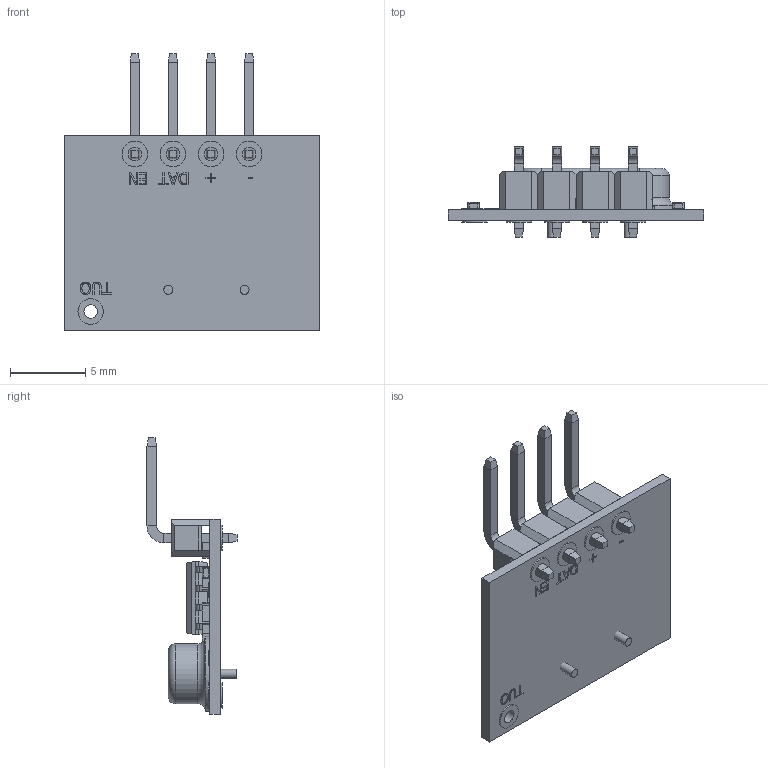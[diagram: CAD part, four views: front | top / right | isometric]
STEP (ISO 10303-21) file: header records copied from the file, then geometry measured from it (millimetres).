
FILE_DESCRIPTION(/* description */ (''),/* implementation_level */ '2;1');
FILE_NAME(/* name */ 'WL102-341.stp',/* time_stamp */ '2024-05-01T15:54:48-03:00',/* author */ ('Alberto'),/* organization */ (''),/* preprocessor_version */ 'ST-DEVELOPER v17',/* originating_system */ 'Autodesk Inventor 2018',/* authorisation */ '');
FILE_SCHEMA (('AUTOMOTIVE_DESIGN { 1 0 10303 214 3 1 1 }'));
Length unit declared in the file: millimetre
Products named in the file (1): WL102-341
Bounding box: 17 x 6 x 18.43 mm (x, y, z)
Volume: 369.3 mm3; surface area: 1004 mm2
Topology: 12 solids, 12 shells, 690 faces, 1676 edges, 1060 vertices
Faces by surface type: plane 538, cylinder 118, bspline 30, torus 4
Full cylindrical faces by diameter (mm): 0.6 x2, 0.789 x1, 0.9 x5, 1.7 x6
Entity records: 20544 total; most frequent: CARTESIAN_POINT 3817, ORIENTED_EDGE 3352, DIRECTION 3132, EDGE_CURVE 1676, LINE 1422, VECTOR 1422, VERTEX_POINT 1060, AXIS2_PLACEMENT_3D 855
